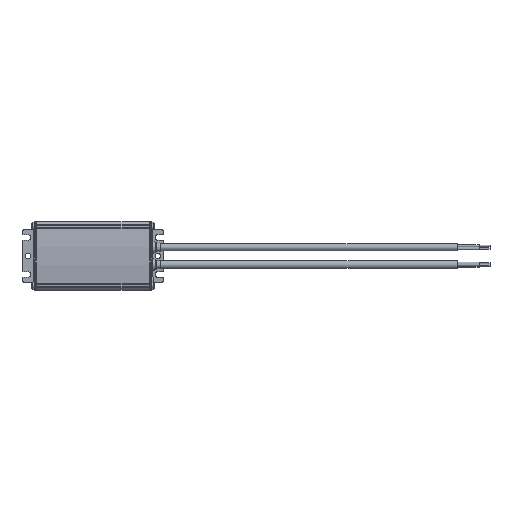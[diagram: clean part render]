
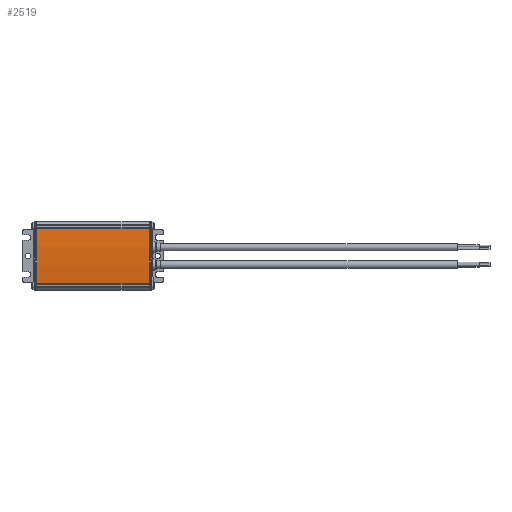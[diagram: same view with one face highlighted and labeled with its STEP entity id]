
A CAD part, top view. The second image highlights one B-rep face of the part: STEP entity #2519.
In plain terms, the highlighted cylindrical face has radius 241 mm (diameter 482 mm), a partial arc.
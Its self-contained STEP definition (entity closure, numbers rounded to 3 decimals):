
#2519=ADVANCED_FACE('',(#7808),#7810,.T.);
#7808=FACE_BOUND('',#7809,.T.);
#7809=EDGE_LOOP('',(#13654,#13655,#13656,#13657));
#7810=CYLINDRICAL_SURFACE('',#7811,241.);
#7811=AXIS2_PLACEMENT_3D('',#7812,#7813,#7814);
#7812=CARTESIAN_POINT('',(-51.5,0.,-201.2));
#7813=DIRECTION('',(1.,0.,0.));
#7814=DIRECTION('',(0.,0.106,0.994));
#13654=ORIENTED_EDGE('',*,*,#17404,.F.);
#13655=ORIENTED_EDGE('',*,*,#17405,.T.);
#13656=ORIENTED_EDGE('',*,*,#16897,.F.);
#13657=ORIENTED_EDGE('',*,*,#17403,.F.);
#16897=EDGE_CURVE('',#19541,#19543,#19544,.T.);
#17403=EDGE_CURVE('',#20396,#19541,#20398,.T.);
#17404=EDGE_CURVE('',#20399,#20396,#20400,.F.);
#17405=EDGE_CURVE('',#20399,#19543,#20401,.T.);
#19541=VERTEX_POINT('',#23761);
#19543=VERTEX_POINT('',#23766);
#19544=CIRCLE('',#23767,241.);
#20396=VERTEX_POINT('',#25822);
#20398=LINE('',#25827,#25828);
#20399=VERTEX_POINT('',#25830);
#20400=CIRCLE('',#25831,241.);
#20401=LINE('',#25835,#25836);
#23761=CARTESIAN_POINT('',(51.5,25.582,38.438));
#23766=CARTESIAN_POINT('',(51.5,-25.582,38.438));
#23767=AXIS2_PLACEMENT_3D('',#23768,#23769,#23770);
#23768=CARTESIAN_POINT('',(51.5,0.,-201.2));
#23769=DIRECTION('',(1.,0.,0.));
#23770=DIRECTION('',(0.,0.106,0.994));
#25822=CARTESIAN_POINT('',(-51.5,25.582,38.438));
#25827=CARTESIAN_POINT('',(-51.5,25.582,38.438));
#25828=VECTOR('',#25829,1.);
#25829=DIRECTION('',(1.,0.,0.));
#25830=CARTESIAN_POINT('',(-51.5,-25.582,38.438));
#25831=AXIS2_PLACEMENT_3D('',#25832,#25833,#25834);
#25832=CARTESIAN_POINT('',(-51.5,0.,-201.2));
#25833=DIRECTION('',(1.,0.,0.));
#25834=DIRECTION('',(0.,0.106,0.994));
#25835=CARTESIAN_POINT('',(-51.5,-25.582,38.438));
#25836=VECTOR('',#25837,1.);
#25837=DIRECTION('',(1.,0.,0.));
